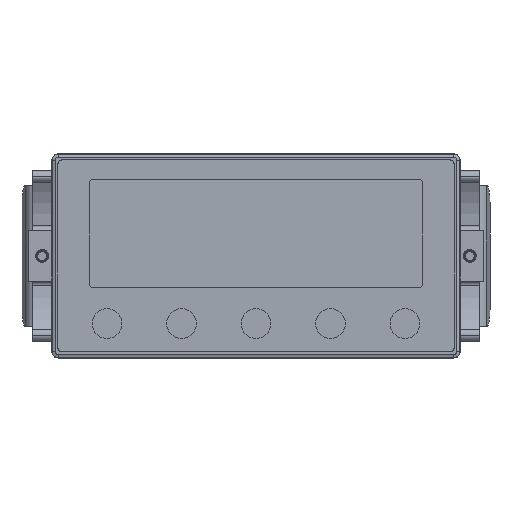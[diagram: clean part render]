
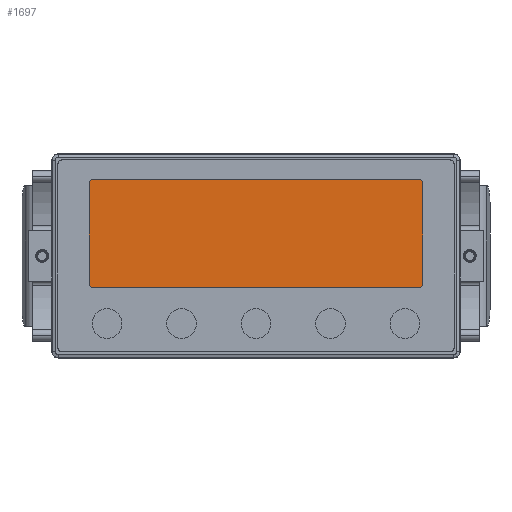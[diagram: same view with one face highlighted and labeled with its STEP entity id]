
A CAD part, top view. The second image highlights one B-rep face of the part: STEP entity #1697.
In plain terms, the highlighted planar face has unit normal (0, 0, 1).
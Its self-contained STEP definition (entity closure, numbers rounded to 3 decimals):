
#394 = ORIENTED_EDGE ( 'NONE', *, *, #37131, .F. ) ;
#1035 = LINE ( 'NONE', #21427, #31988 ) ;
#1697 = ADVANCED_FACE ( 'NONE', ( #18011 ), #36831, .T. ) ;
#2208 = DIRECTION ( 'NONE',  ( 1., 0., 0. ) ) ;
#3266 = CARTESIAN_POINT ( 'NONE',  ( -38.25, -6.48, 3.5 ) ) ;
#3853 = VECTOR ( 'NONE', #33670, 1000. ) ;
#5309 = CARTESIAN_POINT ( 'NONE',  ( 38.25, -6.48, 3.5 ) ) ;
#5819 = LINE ( 'NONE', #35483, #20325 ) ;
#5862 = ORIENTED_EDGE ( 'NONE', *, *, #7583, .F. ) ;
#6007 = DIRECTION ( 'NONE',  ( 0., 1., 0. ) ) ;
#6382 = DIRECTION ( 'NONE',  ( 1., 0., 0. ) ) ;
#7193 = ORIENTED_EDGE ( 'NONE', *, *, #13680, .F. ) ;
#7583 = EDGE_CURVE ( 'NONE', #38920, #24771, #26724, .T. ) ;
#9245 = EDGE_CURVE ( 'NONE', #35213, #21603, #12013, .T. ) ;
#9655 = CARTESIAN_POINT ( 'NONE',  ( -39.25, 17.02, 3.5 ) ) ;
#10154 = VERTEX_POINT ( 'NONE', #32278 ) ;
#10236 = AXIS2_PLACEMENT_3D ( 'NONE', #18428, #40102, #21582 ) ;
#11983 = EDGE_CURVE ( 'NONE', #29637, #38920, #35700, .T. ) ;
#12013 = LINE ( 'NONE', #30956, #3853 ) ;
#12131 = DIRECTION ( 'NONE',  ( 1., 0., 0. ) ) ;
#13522 = CARTESIAN_POINT ( 'NONE',  ( 38.25, -7.48, 3.5 ) ) ;
#13680 = EDGE_CURVE ( 'NONE', #15829, #35213, #18059, .T. ) ;
#14754 = CARTESIAN_POINT ( 'NONE',  ( 0., 18.02, 3.5 ) ) ;
#15234 = CARTESIAN_POINT ( 'NONE',  ( -38.25, 17.02, 3.5 ) ) ;
#15829 = VERTEX_POINT ( 'NONE', #33211 ) ;
#17687 = AXIS2_PLACEMENT_3D ( 'NONE', #23293, #18240, #28843 ) ;
#18011 = FACE_OUTER_BOUND ( 'NONE', #34088, .T. ) ;
#18059 = CIRCLE ( 'NONE', #36072, 1. ) ;
#18173 = ORIENTED_EDGE ( 'NONE', *, *, #22029, .F. ) ;
#18240 = DIRECTION ( 'NONE',  ( 0., 0., 1. ) ) ;
#18428 = CARTESIAN_POINT ( 'NONE',  ( 38.25, 17.02, 3.5 ) ) ;
#20325 = VECTOR ( 'NONE', #32337, 1000. ) ;
#21427 = CARTESIAN_POINT ( 'NONE',  ( -39.25, 0., 3.5 ) ) ;
#21582 = DIRECTION ( 'NONE',  ( 1., 0., 0. ) ) ;
#21603 = VERTEX_POINT ( 'NONE', #22713 ) ;
#22029 = EDGE_CURVE ( 'NONE', #10154, #29637, #1035, .T. ) ;
#22322 = EDGE_CURVE ( 'NONE', #31931, #15829, #5819, .T. ) ;
#22713 = CARTESIAN_POINT ( 'NONE',  ( -38.25, -7.48, 3.5 ) ) ;
#23293 = CARTESIAN_POINT ( 'NONE',  ( 0., 0., 3.5 ) ) ;
#23834 = DIRECTION ( 'NONE',  ( 0., 0., -1. ) ) ;
#23928 = AXIS2_PLACEMENT_3D ( 'NONE', #3266, #24903, #6382 ) ;
#24037 = ORIENTED_EDGE ( 'NONE', *, *, #11983, .F. ) ;
#24139 = ORIENTED_EDGE ( 'NONE', *, *, #36294, .F. ) ;
#24771 = VERTEX_POINT ( 'NONE', #35048 ) ;
#24903 = DIRECTION ( 'NONE',  ( 0., 0., -1. ) ) ;
#26724 = LINE ( 'NONE', #14754, #34991 ) ;
#28843 = DIRECTION ( 'NONE',  ( 1., 0., 0. ) ) ;
#29637 = VERTEX_POINT ( 'NONE', #9655 ) ;
#30347 = CARTESIAN_POINT ( 'NONE',  ( -38.25, 18.02, 3.5 ) ) ;
#30956 = CARTESIAN_POINT ( 'NONE',  ( 0., -7.48, 3.5 ) ) ;
#31931 = VERTEX_POINT ( 'NONE', #35088 ) ;
#31988 = VECTOR ( 'NONE', #6007, 1000. ) ;
#32278 = CARTESIAN_POINT ( 'NONE',  ( -39.25, -6.48, 3.5 ) ) ;
#32337 = DIRECTION ( 'NONE',  ( 0., -1., 0. ) ) ;
#33211 = CARTESIAN_POINT ( 'NONE',  ( 39.25, -6.48, 3.5 ) ) ;
#33670 = DIRECTION ( 'NONE',  ( -1., 0., 0. ) ) ;
#33674 = CIRCLE ( 'NONE', #23928, 1. ) ;
#33821 = DIRECTION ( 'NONE',  ( 0., 0., -1. ) ) ;
#34088 = EDGE_LOOP ( 'NONE', ( #18173, #24139, #38350, #7193, #36398, #394, #5862, #24037 ) ) ;
#34825 = AXIS2_PLACEMENT_3D ( 'NONE', #15234, #33821, #12131 ) ;
#34991 = VECTOR ( 'NONE', #36461, 1000. ) ;
#35048 = CARTESIAN_POINT ( 'NONE',  ( 38.25, 18.02, 3.5 ) ) ;
#35088 = CARTESIAN_POINT ( 'NONE',  ( 39.25, 17.02, 3.5 ) ) ;
#35213 = VERTEX_POINT ( 'NONE', #13522 ) ;
#35483 = CARTESIAN_POINT ( 'NONE',  ( 39.25, 0., 3.5 ) ) ;
#35700 = CIRCLE ( 'NONE', #34825, 1. ) ;
#36072 = AXIS2_PLACEMENT_3D ( 'NONE', #5309, #23834, #2208 ) ;
#36294 = EDGE_CURVE ( 'NONE', #21603, #10154, #33674, .T. ) ;
#36398 = ORIENTED_EDGE ( 'NONE', *, *, #22322, .F. ) ;
#36461 = DIRECTION ( 'NONE',  ( 1., 0., 0. ) ) ;
#36831 = PLANE ( 'NONE',  #17687 ) ;
#37131 = EDGE_CURVE ( 'NONE', #24771, #31931, #37525, .T. ) ;
#37525 = CIRCLE ( 'NONE', #10236, 1. ) ;
#38350 = ORIENTED_EDGE ( 'NONE', *, *, #9245, .F. ) ;
#38920 = VERTEX_POINT ( 'NONE', #30347 ) ;
#40102 = DIRECTION ( 'NONE',  ( 0., 0., -1. ) ) ;
